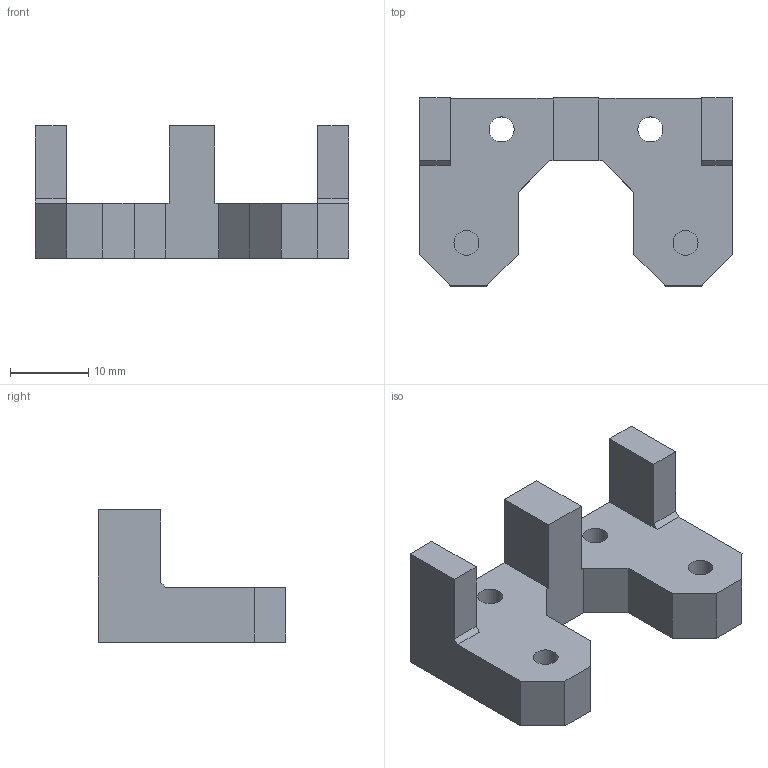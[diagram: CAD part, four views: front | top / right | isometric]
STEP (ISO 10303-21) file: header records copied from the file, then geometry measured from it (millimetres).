
FILE_DESCRIPTION(/* description */ (''),/* implementation_level */ '2;1');
FILE_NAME(/* name */ 'BottomLeg.step',/* time_stamp */ '2019-09-30T18:44:41-04:00',/* author */ (''),/* organization */ (''),/* preprocessor_version */ 'ST-DEVELOPER v18',/* originating_system */ 'Autodesk Translation Framework v8.6.0.1094',/* authorisation */ '');
FILE_SCHEMA (('AUTOMOTIVE_DESIGN { 1 0 10303 214 3 1 1 }'));
Length unit declared in the file: millimetre
Products named in the file (1): BottomLeg
Bounding box: 40 x 24 x 16.9 mm (x, y, z)
Volume: 5697.6 mm3; surface area: 3457.8 mm2
Topology: 1 solids, 1 shells, 60 faces, 158 edges, 102 vertices
Faces by surface type: plane 54, cylinder 6
Full cylindrical faces by diameter (mm): 3.2 x4, 6 x2
Entity records: 1876 total; most frequent: CARTESIAN_POINT 321, ORIENTED_EDGE 316, DIRECTION 306, EDGE_CURVE 158, LINE 132, VECTOR 132, VERTEX_POINT 102, AXIS2_PLACEMENT_3D 87
